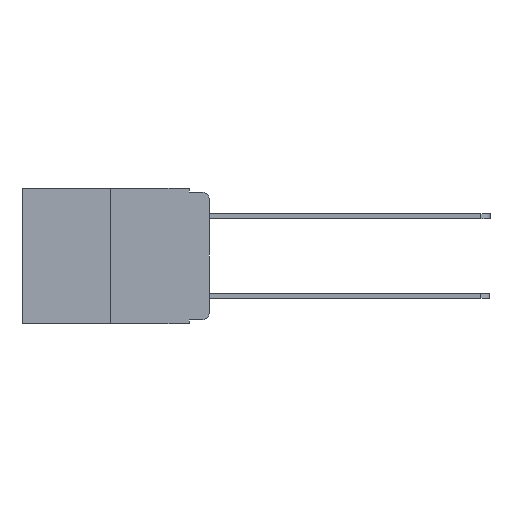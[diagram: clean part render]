
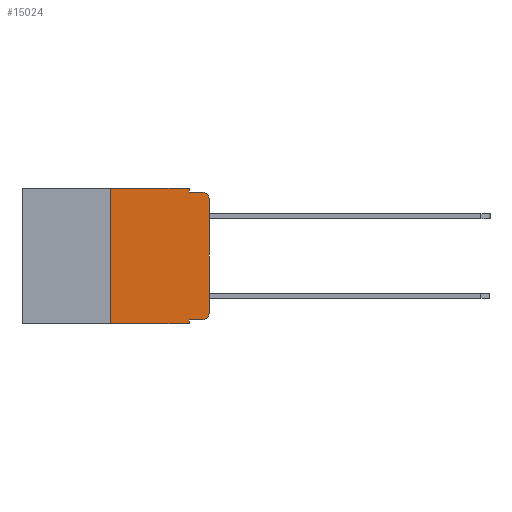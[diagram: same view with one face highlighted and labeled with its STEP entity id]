
A CAD part, left-side view. The second image highlights one B-rep face of the part: STEP entity #15024.
In plain terms, the highlighted planar face has unit normal (-1, 0, 0).
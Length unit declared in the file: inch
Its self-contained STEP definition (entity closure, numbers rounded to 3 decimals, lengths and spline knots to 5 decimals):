
#39 = VECTOR ( 'NONE', #21344, 39.37008 ) ;
#174 = CARTESIAN_POINT ( 'NONE',  ( 0., 0.02, -0.313 ) ) ;
#484 = VERTEX_POINT ( 'NONE', #19240 ) ;
#1723 = VERTEX_POINT ( 'NONE', #21840 ) ;
#1808 = CARTESIAN_POINT ( 'NONE',  ( 0., 0.051, -0.01 ) ) ;
#1909 = ORIENTED_EDGE ( 'NONE', *, *, #16574, .F. ) ;
#2193 = ORIENTED_EDGE ( 'NONE', *, *, #9185, .T. ) ;
#2424 = VECTOR ( 'NONE', #16304, 39.37008 ) ;
#2996 = EDGE_CURVE ( 'NONE', #21369, #17738, #12081, .T. ) ;
#3563 = EDGE_CURVE ( 'NONE', #484, #7039, #6655, .T. ) ;
#3987 = EDGE_LOOP ( 'NONE', ( #13710, #15504, #1909, #22693, #12869, #15927, #13144, #15668, #2193, #8996 ) ) ;
#4364 = VECTOR ( 'NONE', #23097, 39.37008 ) ;
#4451 = DIRECTION ( 'NONE',  ( 0., 0., -1. ) ) ;
#4885 = AXIS2_PLACEMENT_3D ( 'NONE', #9923, #8211, #20611 ) ;
#4999 = LINE ( 'NONE', #1808, #14097 ) ;
#5797 = VECTOR ( 'NONE', #17035, 39.37008 ) ;
#6138 = VECTOR ( 'NONE', #14327, 39.37008 ) ;
#6242 = CARTESIAN_POINT ( 'NONE',  ( 0., 0.051, 0. ) ) ;
#6524 = CARTESIAN_POINT ( 'NONE',  ( 0., 0.25, 0. ) ) ;
#6655 = CIRCLE ( 'NONE', #9563, 0.02 ) ;
#6956 = VECTOR ( 'NONE', #13974, 39.37008 ) ;
#7039 = VERTEX_POINT ( 'NONE', #22093 ) ;
#7131 = CARTESIAN_POINT ( 'NONE',  ( 0., 0.473, -0.343 ) ) ;
#7372 = EDGE_CURVE ( 'NONE', #17738, #14657, #10964, .T. ) ;
#8211 = DIRECTION ( 'NONE',  ( 1., 0., 0. ) ) ;
#8550 = DIRECTION ( 'NONE',  ( -1., 0., 0. ) ) ;
#8996 = ORIENTED_EDGE ( 'NONE', *, *, #3563, .T. ) ;
#9031 = CARTESIAN_POINT ( 'NONE',  ( 0., 0.051, 0. ) ) ;
#9185 = EDGE_CURVE ( 'NONE', #1723, #484, #10616, .T. ) ;
#9367 = DIRECTION ( 'NONE',  ( -1., 0., 0. ) ) ;
#9483 = EDGE_CURVE ( 'NONE', #1723, #16686, #14572, .T. ) ;
#9563 = AXIS2_PLACEMENT_3D ( 'NONE', #174, #8550, #4451 ) ;
#9794 = EDGE_CURVE ( 'NONE', #14657, #16653, #16194, .T. ) ;
#9923 = CARTESIAN_POINT ( 'NONE',  ( 0., 0.473, 0. ) ) ;
#10342 = CARTESIAN_POINT ( 'NONE',  ( 0., 0.051, 0. ) ) ;
#10616 = LINE ( 'NONE', #18772, #5797 ) ;
#10964 = LINE ( 'NONE', #12518, #6138 ) ;
#12040 = VECTOR ( 'NONE', #20470, 39.37008 ) ;
#12081 = LINE ( 'NONE', #6524, #2424 ) ;
#12167 = CARTESIAN_POINT ( 'NONE',  ( 0., 0., 0. ) ) ;
#12446 = CARTESIAN_POINT ( 'NONE',  ( 0., 0., -0.03 ) ) ;
#12518 = CARTESIAN_POINT ( 'NONE',  ( 0., 0.473, 0. ) ) ;
#12869 = ORIENTED_EDGE ( 'NONE', *, *, #7372, .F. ) ;
#12973 = CARTESIAN_POINT ( 'NONE',  ( 0., 0.25, -0.343 ) ) ;
#13144 = ORIENTED_EDGE ( 'NONE', *, *, #18335, .T. ) ;
#13293 = AXIS2_PLACEMENT_3D ( 'NONE', #19999, #9367, #21751 ) ;
#13710 = ORIENTED_EDGE ( 'NONE', *, *, #17631, .T. ) ;
#13974 = DIRECTION ( 'NONE',  ( 0., 0., 1. ) ) ;
#14066 = VERTEX_POINT ( 'NONE', #12446 ) ;
#14097 = VECTOR ( 'NONE', #16248, 39.37008 ) ;
#14327 = DIRECTION ( 'NONE',  ( 0., -1., 0. ) ) ;
#14572 = LINE ( 'NONE', #9031, #4364 ) ;
#14657 = VERTEX_POINT ( 'NONE', #10342 ) ;
#14726 = CARTESIAN_POINT ( 'NONE',  ( 0., 0.051, -0.01 ) ) ;
#15024 = ADVANCED_FACE ( 'NONE', ( #19158 ), #18882, .F. ) ;
#15504 = ORIENTED_EDGE ( 'NONE', *, *, #17289, .T. ) ;
#15665 = LINE ( 'NONE', #7131, #39 ) ;
#15668 = ORIENTED_EDGE ( 'NONE', *, *, #9483, .F. ) ;
#15927 = ORIENTED_EDGE ( 'NONE', *, *, #2996, .F. ) ;
#15963 = LINE ( 'NONE', #12167, #6956 ) ;
#16194 = LINE ( 'NONE', #6242, #12040 ) ;
#16248 = DIRECTION ( 'NONE',  ( 0., -1., 0. ) ) ;
#16304 = DIRECTION ( 'NONE',  ( 0., 0., 1. ) ) ;
#16574 = EDGE_CURVE ( 'NONE', #16653, #17528, #4999, .T. ) ;
#16653 = VERTEX_POINT ( 'NONE', #14726 ) ;
#16686 = VERTEX_POINT ( 'NONE', #18291 ) ;
#17035 = DIRECTION ( 'NONE',  ( 0., -1., 0. ) ) ;
#17289 = EDGE_CURVE ( 'NONE', #14066, #17528, #22999, .T. ) ;
#17528 = VERTEX_POINT ( 'NONE', #22411 ) ;
#17631 = EDGE_CURVE ( 'NONE', #7039, #14066, #15963, .T. ) ;
#17738 = VERTEX_POINT ( 'NONE', #22843 ) ;
#18291 = CARTESIAN_POINT ( 'NONE',  ( 0., 0.051, -0.343 ) ) ;
#18335 = EDGE_CURVE ( 'NONE', #21369, #16686, #15665, .T. ) ;
#18772 = CARTESIAN_POINT ( 'NONE',  ( 0., 0.051, -0.333 ) ) ;
#18882 = PLANE ( 'NONE',  #4885 ) ;
#19158 = FACE_OUTER_BOUND ( 'NONE', #3987, .T. ) ;
#19240 = CARTESIAN_POINT ( 'NONE',  ( 0., 0.02, -0.333 ) ) ;
#19999 = CARTESIAN_POINT ( 'NONE',  ( 0., 0.02, -0.03 ) ) ;
#20470 = DIRECTION ( 'NONE',  ( 0., 0., -1. ) ) ;
#20611 = DIRECTION ( 'NONE',  ( 0., 0., -1. ) ) ;
#21344 = DIRECTION ( 'NONE',  ( 0., -1., 0. ) ) ;
#21369 = VERTEX_POINT ( 'NONE', #12973 ) ;
#21751 = DIRECTION ( 'NONE',  ( 0., 0., -1. ) ) ;
#21840 = CARTESIAN_POINT ( 'NONE',  ( 0., 0.051, -0.333 ) ) ;
#22093 = CARTESIAN_POINT ( 'NONE',  ( 0., 0., -0.313 ) ) ;
#22411 = CARTESIAN_POINT ( 'NONE',  ( 0., 0.02, -0.01 ) ) ;
#22693 = ORIENTED_EDGE ( 'NONE', *, *, #9794, .F. ) ;
#22843 = CARTESIAN_POINT ( 'NONE',  ( 0., 0.25, 0. ) ) ;
#22999 = CIRCLE ( 'NONE', #13293, 0.02 ) ;
#23097 = DIRECTION ( 'NONE',  ( 0., 0., -1. ) ) ;
